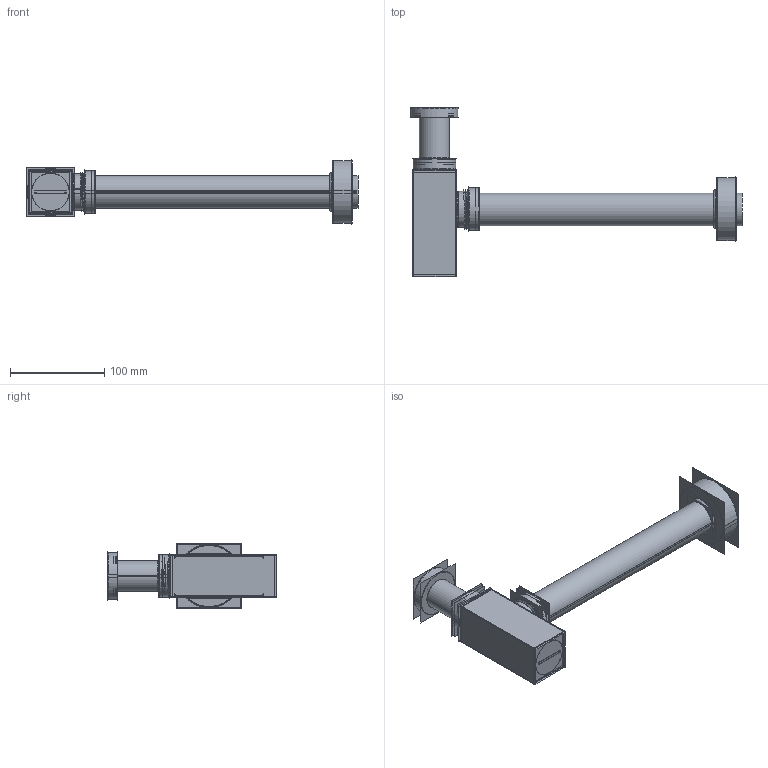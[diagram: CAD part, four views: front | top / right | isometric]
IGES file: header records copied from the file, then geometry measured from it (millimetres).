
Start section:  PTC IGES file: w17-sl6710-01_asm.igs
Global section: file name: w17-sl6710-01_asm.igs; native system: Creo Elements/Pro by Parametric Technology Corporation; preprocessor: 2011080; author: Administrator; organization: Unknown; date: 20140911.105641; units: millimetre
Bounding box: 352.5 x 180.19 x 69.68 mm (x, y, z)
Surface area: 365167.5 mm2 (no closed solid volume)
Topology: 0 solids, 0 shells, 548 faces, 7132 edges, 9360 vertices
Faces by surface type: revolution 368, bspline 180
